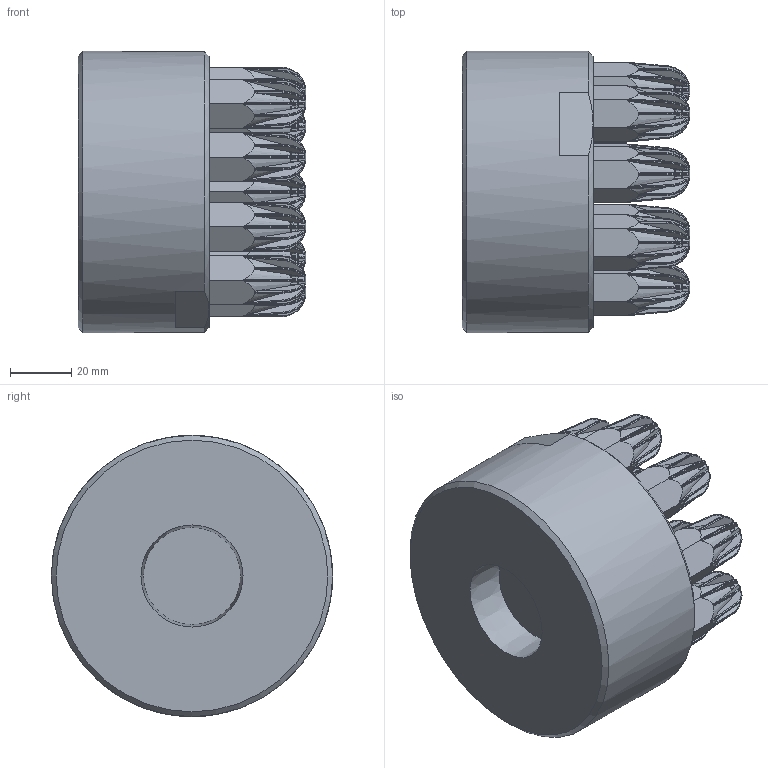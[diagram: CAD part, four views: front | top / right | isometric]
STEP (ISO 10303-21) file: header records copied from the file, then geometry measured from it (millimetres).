
FILE_DESCRIPTION((''),'2;1');
FILE_NAME('1111-12.stp','2008-11-04T14:32:55',('andrew steele'),(''),'Autodesk Inventor 2009','Autodesk Inventor 2009','');
FILE_SCHEMA(('AUTOMOTIVE_DESIGN { 1 0 10303 214 1 1 1 1 }'));
Length unit declared in the file: inch
Products named in the file (14): 1111-12; 1111-121; 1111-122; 1111-123; 1111-124; 1111-125; 1111-126; 1111-127; 1111-128; 1111-129; 1111-1210; 1111-1211; 1111-1212; 1111-1213
Assembly tree (13 placements, depth 2):
  1111-12
    1111-121
    1111-122
    1111-123
    1111-124
    1111-125
    1111-126
    1111-127
    1111-128
    1111-129
    1111-1210
    1111-1211
    1111-1212
    1111-1213
Bounding box: 74.56 x 92.08 x 92.08 mm (x, y, z)
Volume: 327395.2 mm3; surface area: 91722.7 mm2
Topology: 61 solids, 61 shells, 2496 faces, 5666 edges, 3135 vertices
Faces by surface type: plane 1051, cylinder 829, torus 288, sphere 168, cone 160
Full cylindrical faces by diameter (mm): 0.838 x144, 9.525 x12, 11.113 x12, 19.304 x12, 92.075 x1
Entity records: 77862 total; most frequent: CARTESIAN_POINT 23349, DIRECTION 11672, ORIENTED_EDGE 10672, EDGE_CURVE 5336, AXIS2_PLACEMENT_3D 4537, VERTEX_POINT 3098, EDGE_LOOP 3016, VECTOR 2598
